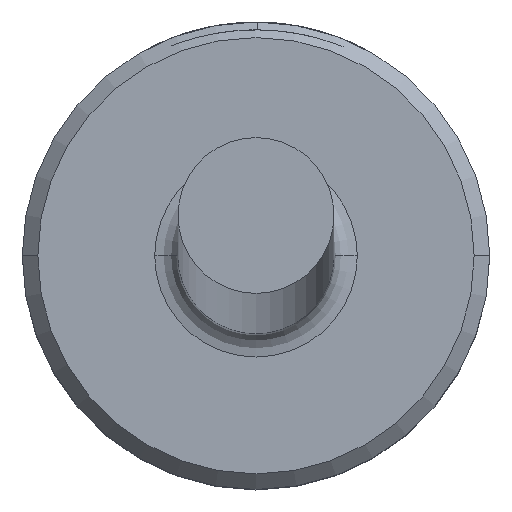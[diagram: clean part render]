
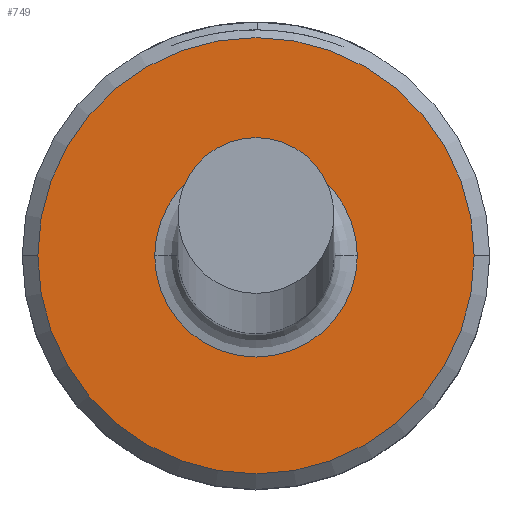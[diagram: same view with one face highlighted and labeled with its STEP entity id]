
A CAD part, top view. The second image highlights one B-rep face of the part: STEP entity #749.
In plain terms, the highlighted planar face has unit normal (0, 0, 1).
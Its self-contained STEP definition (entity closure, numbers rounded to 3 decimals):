
#3 = DIRECTION ( 'NONE',  ( -1., 0., 0. ) ) ;
#11 = DIRECTION ( 'NONE',  ( 0., 0., -1. ) ) ;
#15 = AXIS2_PLACEMENT_3D ( 'NONE', #709, #155, #802 ) ;
#17 = CARTESIAN_POINT ( 'NONE',  ( 0., 0., 4. ) ) ;
#34 = EDGE_CURVE ( 'NONE', #736, #360, #183, .T. ) ;
#45 = ORIENTED_EDGE ( 'NONE', *, *, #714, .T. ) ;
#50 = CARTESIAN_POINT ( 'NONE',  ( 0., 0., 4. ) ) ;
#56 = AXIS2_PLACEMENT_3D ( 'NONE', #50, #688, #130 ) ;
#70 = CARTESIAN_POINT ( 'NONE',  ( -1.3, 0., 4. ) ) ;
#130 = DIRECTION ( 'NONE',  ( 1., 0., 0. ) ) ;
#155 = DIRECTION ( 'NONE',  ( 0., 0., -1. ) ) ;
#183 = CIRCLE ( 'NONE', #370, 1.3 ) ;
#240 = VERTEX_POINT ( 'NONE', #851 ) ;
#312 = ORIENTED_EDGE ( 'NONE', *, *, #34, .T. ) ;
#341 = DIRECTION ( 'NONE',  ( 0., 0., 1. ) ) ;
#359 = CIRCLE ( 'NONE', #548, 2.8 ) ;
#360 = VERTEX_POINT ( 'NONE', #786 ) ;
#370 = AXIS2_PLACEMENT_3D ( 'NONE', #17, #11, #3 ) ;
#376 = EDGE_LOOP ( 'NONE', ( #1133, #740 ) ) ;
#433 = CARTESIAN_POINT ( 'NONE',  ( 0., 0., 4. ) ) ;
#508 = AXIS2_PLACEMENT_3D ( 'NONE', #433, #527, #1144 ) ;
#527 = DIRECTION ( 'NONE',  ( 0., 0., 1. ) ) ;
#548 = AXIS2_PLACEMENT_3D ( 'NONE', #877, #341, #965 ) ;
#557 = FACE_OUTER_BOUND ( 'NONE', #376, .T. ) ;
#581 = CIRCLE ( 'NONE', #15, 1.3 ) ;
#671 = VERTEX_POINT ( 'NONE', #1048 ) ;
#688 = DIRECTION ( 'NONE',  ( 0., 0., 1. ) ) ;
#709 = CARTESIAN_POINT ( 'NONE',  ( 0., 0., 4. ) ) ;
#714 = EDGE_CURVE ( 'NONE', #360, #736, #581, .T. ) ;
#715 = CIRCLE ( 'NONE', #56, 2.8 ) ;
#736 = VERTEX_POINT ( 'NONE', #70 ) ;
#740 = ORIENTED_EDGE ( 'NONE', *, *, #1011, .T. ) ;
#749 = ADVANCED_FACE ( 'NONE', ( #557, #799 ), #1058, .T. ) ;
#786 = CARTESIAN_POINT ( 'NONE',  ( 1.3, 0., 4. ) ) ;
#799 = FACE_BOUND ( 'NONE', #847, .T. ) ;
#802 = DIRECTION ( 'NONE',  ( -1., 0., 0. ) ) ;
#847 = EDGE_LOOP ( 'NONE', ( #312, #45 ) ) ;
#851 = CARTESIAN_POINT ( 'NONE',  ( 2.8, 0., 4. ) ) ;
#877 = CARTESIAN_POINT ( 'NONE',  ( 0., 0., 4. ) ) ;
#965 = DIRECTION ( 'NONE',  ( 1., 0., 0. ) ) ;
#1011 = EDGE_CURVE ( 'NONE', #240, #671, #715, .T. ) ;
#1048 = CARTESIAN_POINT ( 'NONE',  ( -2.8, 0., 4. ) ) ;
#1058 = PLANE ( 'NONE',  #508 ) ;
#1100 = EDGE_CURVE ( 'NONE', #671, #240, #359, .T. ) ;
#1133 = ORIENTED_EDGE ( 'NONE', *, *, #1100, .T. ) ;
#1144 = DIRECTION ( 'NONE',  ( 1., 0., 0. ) ) ;
